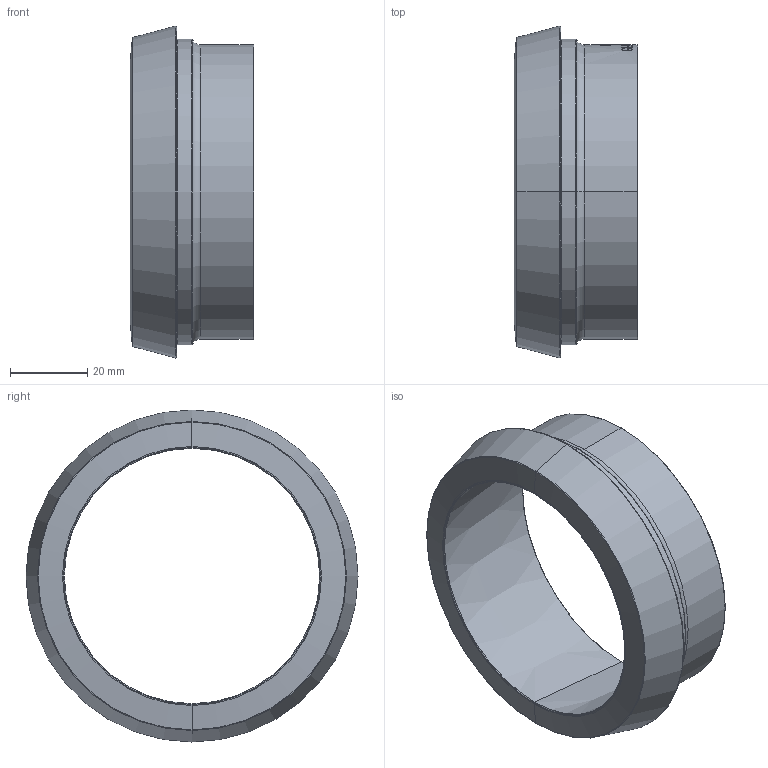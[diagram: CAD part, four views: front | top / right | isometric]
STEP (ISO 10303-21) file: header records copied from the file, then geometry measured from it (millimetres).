
FILE_DESCRIPTION (( 'STEP AP214' ), '1' );
FILE_NAME ('GL-214-076-x Kegelstutzen ISO SD76,1x 2,0 heco.STEP', '2017-09-14T07:15:18', ( '' ), ( '' ), 'SwSTEP 2.0', 'SolidWorks 2016', '' );
FILE_SCHEMA (( 'AUTOMOTIVE_DESIGN' ));
Length unit declared in the file: millimetre
Products named in the file (1): GL-214-076-x Kegelstutzen ISO SD76,1x 2,0 heco
Bounding box: 32 x 85.88 x 85.88 mm (x, y, z)
Volume: 36888.2 mm3; surface area: 17868.2 mm2
Topology: 1 solids, 1 shells, 201 faces, 509 edges, 332 vertices
Faces by surface type: bspline 91, plane 61, cylinder 25, torus 18, cone 6
Entity records: 17240 total; most frequent: CARTESIAN_POINT 11272, ORIENTED_EDGE 1018, DIRECTION 563, EDGE_CURVE 509, VERTEX_POINT 332, B_SPLINE_CURVE_WITH_KNOTS 288, AXIS2_PLACEMENT_3D 231, EDGE_LOOP 225
